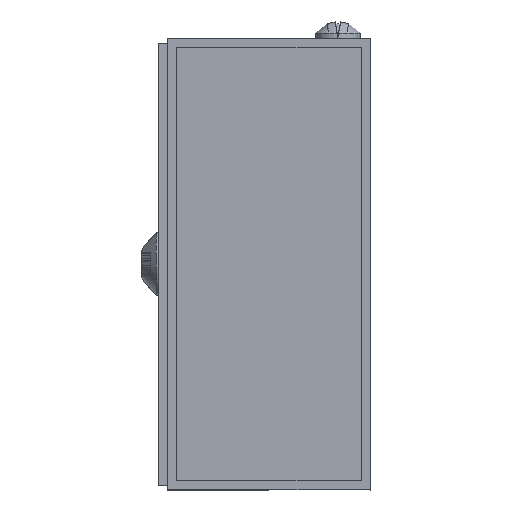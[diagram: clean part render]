
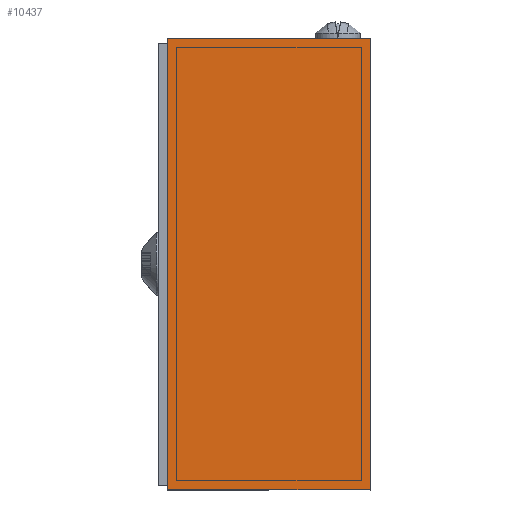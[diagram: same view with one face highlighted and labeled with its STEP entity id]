
A CAD part, left-side view. The second image highlights one B-rep face of the part: STEP entity #10437.
In plain terms, the highlighted planar face has unit normal (-1, 0, 0).
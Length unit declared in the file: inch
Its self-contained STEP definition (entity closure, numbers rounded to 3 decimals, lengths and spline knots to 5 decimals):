
#188 = PLANE ( 'NONE',  #4833 ) ;
#222 = VECTOR ( 'NONE', #4133, 39.37008 ) ;
#513 = LINE ( 'NONE', #4318, #4436 ) ;
#951 = EDGE_CURVE ( 'NONE', #4774, #10523, #6164, .T. ) ;
#1305 = DIRECTION ( 'NONE',  ( -1., 0., 0. ) ) ;
#1461 = CARTESIAN_POINT ( 'NONE',  ( -19.64567, 9.23228, -1.9685 ) ) ;
#1616 = VERTEX_POINT ( 'NONE', #3213 ) ;
#1908 = EDGE_LOOP ( 'NONE', ( #8500, #12079, #4420, #4012 ) ) ;
#1993 = DIRECTION ( 'NONE',  ( 0., 0., -1. ) ) ;
#2028 = LINE ( 'NONE', #9677, #222 ) ;
#2304 = VERTEX_POINT ( 'NONE', #5533 ) ;
#2437 = CARTESIAN_POINT ( 'NONE',  ( -19.64567, 7.46063, -1.9685 ) ) ;
#3213 = CARTESIAN_POINT ( 'NONE',  ( -19.64567, 7.46063, 1.9685 ) ) ;
#3329 = VECTOR ( 'NONE', #9894, 39.37008 ) ;
#4012 = ORIENTED_EDGE ( 'NONE', *, *, #951, .T. ) ;
#4133 = DIRECTION ( 'NONE',  ( 0., 0., 1. ) ) ;
#4318 = CARTESIAN_POINT ( 'NONE',  ( -19.64567, 7.46063, 1.9685 ) ) ;
#4420 = ORIENTED_EDGE ( 'NONE', *, *, #8748, .T. ) ;
#4436 = VECTOR ( 'NONE', #5380, 39.37008 ) ;
#4774 = VERTEX_POINT ( 'NONE', #1461 ) ;
#4833 = AXIS2_PLACEMENT_3D ( 'NONE', #5113, #1305, #5985 ) ;
#5113 = CARTESIAN_POINT ( 'NONE',  ( -19.64567, 7.46063, 0. ) ) ;
#5380 = DIRECTION ( 'NONE',  ( 0., -1., 0. ) ) ;
#5533 = CARTESIAN_POINT ( 'NONE',  ( -19.64567, 9.23228, 1.9685 ) ) ;
#5985 = DIRECTION ( 'NONE',  ( 0., 1., 0. ) ) ;
#6164 = LINE ( 'NONE', #2437, #3329 ) ;
#6986 = FACE_OUTER_BOUND ( 'NONE', #1908, .T. ) ;
#7432 = EDGE_CURVE ( 'NONE', #10523, #1616, #2028, .T. ) ;
#7603 = CARTESIAN_POINT ( 'NONE',  ( -19.64567, 9.23228, 0. ) ) ;
#8500 = ORIENTED_EDGE ( 'NONE', *, *, #7432, .T. ) ;
#8748 = EDGE_CURVE ( 'NONE', #2304, #4774, #9701, .T. ) ;
#9312 = EDGE_CURVE ( 'NONE', #2304, #1616, #513, .T. ) ;
#9677 = CARTESIAN_POINT ( 'NONE',  ( -19.64567, 7.46063, 0. ) ) ;
#9701 = LINE ( 'NONE', #7603, #10783 ) ;
#9894 = DIRECTION ( 'NONE',  ( 0., -1., 0. ) ) ;
#10437 = ADVANCED_FACE ( 'NONE', ( #6986 ), #188, .T. ) ;
#10523 = VERTEX_POINT ( 'NONE', #11657 ) ;
#10783 = VECTOR ( 'NONE', #1993, 39.37008 ) ;
#11657 = CARTESIAN_POINT ( 'NONE',  ( -19.64567, 7.46063, -1.9685 ) ) ;
#12079 = ORIENTED_EDGE ( 'NONE', *, *, #9312, .F. ) ;
